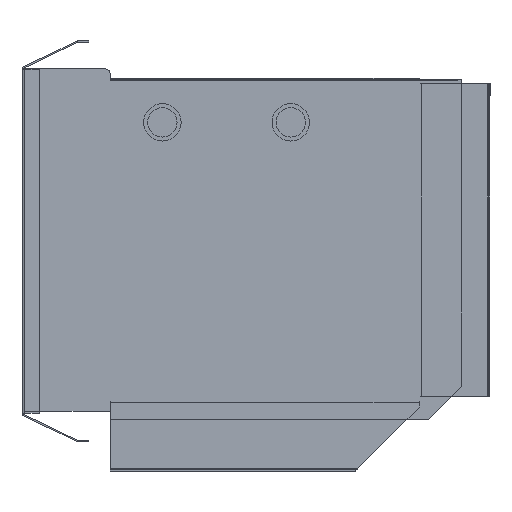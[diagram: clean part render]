
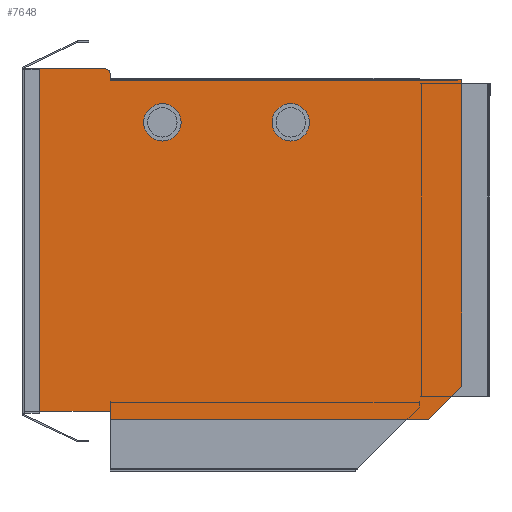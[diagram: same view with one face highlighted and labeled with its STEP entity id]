
A CAD part, left-side view. The second image highlights one B-rep face of the part: STEP entity #7648.
In plain terms, the highlighted planar face has unit normal (-1, 0, 0).
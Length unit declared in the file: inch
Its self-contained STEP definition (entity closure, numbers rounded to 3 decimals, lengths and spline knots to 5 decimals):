
#27 = CARTESIAN_POINT ( 'NONE',  ( -9.311, 14.4375, 15.0575 ) ) ;
#99 = CARTESIAN_POINT ( 'NONE',  ( -9.311, -2., 0.7275 ) ) ;
#129 = DIRECTION ( 'NONE',  ( 0., 0., -1. ) ) ;
#216 = DIRECTION ( 'NONE',  ( 0., 0., 1. ) ) ;
#296 = CARTESIAN_POINT ( 'NONE',  ( -9.311, 18.4375, 14.9975 ) ) ;
#301 = ORIENTED_EDGE ( 'NONE', *, *, #6333, .F. ) ;
#331 = EDGE_CURVE ( 'NONE', #2181, #3961, #2953, .T. ) ;
#531 = AXIS2_PLACEMENT_3D ( 'NONE', #6094, #7821, #11232 ) ;
#630 = CARTESIAN_POINT ( 'NONE',  ( -9.311, -0.44, -0.8325 ) ) ;
#633 = VERTEX_POINT ( 'NONE', #7533 ) ;
#790 = ORIENTED_EDGE ( 'NONE', *, *, #4460, .F. ) ;
#953 = CARTESIAN_POINT ( 'NONE',  ( -9.311, -0.44, -0.8325 ) ) ;
#1033 = ORIENTED_EDGE ( 'NONE', *, *, #331, .T. ) ;
#1037 = EDGE_CURVE ( 'NONE', #6165, #7788, #10150, .T. ) ;
#1078 = DIRECTION ( 'NONE',  ( 1., 0., 0. ) ) ;
#1128 = CARTESIAN_POINT ( 'NONE',  ( -9.311, 6., 13.9325 ) ) ;
#1179 = FACE_BOUND ( 'NONE', #2339, .T. ) ;
#1192 = EDGE_CURVE ( 'NONE', #8610, #7976, #5666, .T. ) ;
#1584 = FACE_BOUND ( 'NONE', #5596, .T. ) ;
#1769 = EDGE_CURVE ( 'NONE', #8766, #2012, #7536, .T. ) ;
#1855 = AXIS2_PLACEMENT_3D ( 'NONE', #2499, #3451, #5943 ) ;
#1870 = CARTESIAN_POINT ( 'NONE',  ( -9.311, -2., -0.8325 ) ) ;
#1921 = LINE ( 'NONE', #953, #5873 ) ;
#2012 = VERTEX_POINT ( 'NONE', #4596 ) ;
#2076 = AXIS2_PLACEMENT_3D ( 'NONE', #10009, #7252, #10772 ) ;
#2181 = VERTEX_POINT ( 'NONE', #8635 ) ;
#2309 = VERTEX_POINT ( 'NONE', #7885 ) ;
#2339 = EDGE_LOOP ( 'NONE', ( #5725, #1033 ) ) ;
#2405 = CARTESIAN_POINT ( 'NONE',  ( -9.311, -2., 14.9975 ) ) ;
#2487 = ORIENTED_EDGE ( 'NONE', *, *, #1037, .F. ) ;
#2499 = CARTESIAN_POINT ( 'NONE',  ( -9.311, 6., 13.0575 ) ) ;
#2516 = CARTESIAN_POINT ( 'NONE',  ( -9.311, 12., 13.0575 ) ) ;
#2655 = VECTOR ( 'NONE', #4430, 39.37008 ) ;
#2659 = CIRCLE ( 'NONE', #4936, 0.25 ) ;
#2666 = VECTOR ( 'NONE', #8567, 39.37008 ) ;
#2670 = LINE ( 'NONE', #296, #4429 ) ;
#2691 = VERTEX_POINT ( 'NONE', #630 ) ;
#2708 = EDGE_CURVE ( 'NONE', #8610, #6012, #11199, .T. ) ;
#2899 = CIRCLE ( 'NONE', #531, 0.875 ) ;
#2953 = CIRCLE ( 'NONE', #2076, 0.875 ) ;
#3024 = ORIENTED_EDGE ( 'NONE', *, *, #7781, .F. ) ;
#3065 = CARTESIAN_POINT ( 'NONE',  ( -9.311, 14.4375, -0.4575 ) ) ;
#3068 = DIRECTION ( 'NONE',  ( 0., -1., 0. ) ) ;
#3206 = DIRECTION ( 'NONE',  ( 0., -1., 0. ) ) ;
#3209 = VECTOR ( 'NONE', #9293, 39.37008 ) ;
#3252 = ORIENTED_EDGE ( 'NONE', *, *, #1769, .T. ) ;
#3287 = DIRECTION ( 'NONE',  ( 1., 0., 0. ) ) ;
#3298 = CIRCLE ( 'NONE', #9837, 0.875 ) ;
#3410 = AXIS2_PLACEMENT_3D ( 'NONE', #1870, #4424, #216 ) ;
#3451 = DIRECTION ( 'NONE',  ( 1., 0., 0. ) ) ;
#3682 = ORIENTED_EDGE ( 'NONE', *, *, #8094, .F. ) ;
#3823 = EDGE_CURVE ( 'NONE', #2309, #633, #2899, .T. ) ;
#3882 = CARTESIAN_POINT ( 'NONE',  ( -9.311, -2., -0.8325 ) ) ;
#3961 = VERTEX_POINT ( 'NONE', #1128 ) ;
#4224 = CARTESIAN_POINT ( 'NONE',  ( -9.311, 14.4375, 15.3075 ) ) ;
#4329 = EDGE_CURVE ( 'NONE', #633, #2309, #3298, .T. ) ;
#4424 = DIRECTION ( 'NONE',  ( -1., 0., 0. ) ) ;
#4429 = VECTOR ( 'NONE', #8183, 39.37008 ) ;
#4430 = DIRECTION ( 'NONE',  ( 0., 0., -1. ) ) ;
#4460 = EDGE_CURVE ( 'NONE', #8601, #2691, #1921, .T. ) ;
#4596 = CARTESIAN_POINT ( 'NONE',  ( -9.311, 14.4375, -0.8325 ) ) ;
#4614 = VECTOR ( 'NONE', #5705, 39.37008 ) ;
#4796 = CARTESIAN_POINT ( 'NONE',  ( -9.311, 18.4375, -0.4575 ) ) ;
#4936 = AXIS2_PLACEMENT_3D ( 'NONE', #6008, #1078, #129 ) ;
#4966 = CARTESIAN_POINT ( 'NONE',  ( -9.311, 14.4375, 15.5575 ) ) ;
#5198 = CARTESIAN_POINT ( 'NONE',  ( -9.311, 14.4375, -0.8325 ) ) ;
#5422 = LINE ( 'NONE', #3882, #4614 ) ;
#5596 = EDGE_LOOP ( 'NONE', ( #7469, #11040 ) ) ;
#5666 = LINE ( 'NONE', #11082, #2666 ) ;
#5705 = DIRECTION ( 'NONE',  ( 0., 1., 0. ) ) ;
#5725 = ORIENTED_EDGE ( 'NONE', *, *, #7517, .T. ) ;
#5873 = VECTOR ( 'NONE', #9504, 39.37008 ) ;
#5943 = DIRECTION ( 'NONE',  ( 0., 0., 1. ) ) ;
#6008 = CARTESIAN_POINT ( 'NONE',  ( -9.311, 14.6875, 15.3075 ) ) ;
#6012 = VERTEX_POINT ( 'NONE', #6080 ) ;
#6080 = CARTESIAN_POINT ( 'NONE',  ( -9.311, -2., 15.0575 ) ) ;
#6094 = CARTESIAN_POINT ( 'NONE',  ( -9.311, 12., 13.0575 ) ) ;
#6165 = VERTEX_POINT ( 'NONE', #8120 ) ;
#6333 = EDGE_CURVE ( 'NONE', #2691, #2012, #5422, .T. ) ;
#6357 = ORIENTED_EDGE ( 'NONE', *, *, #2708, .F. ) ;
#6563 = VECTOR ( 'NONE', #3206, 39.37008 ) ;
#6853 = EDGE_CURVE ( 'NONE', #9632, #8766, #7433, .T. ) ;
#7252 = DIRECTION ( 'NONE',  ( 1., 0., 0. ) ) ;
#7433 = LINE ( 'NONE', #3065, #9084 ) ;
#7453 = ORIENTED_EDGE ( 'NONE', *, *, #1192, .T. ) ;
#7469 = ORIENTED_EDGE ( 'NONE', *, *, #4329, .T. ) ;
#7517 = EDGE_CURVE ( 'NONE', #3961, #2181, #9738, .T. ) ;
#7533 = CARTESIAN_POINT ( 'NONE',  ( -9.311, 12., 13.9325 ) ) ;
#7536 = LINE ( 'NONE', #5198, #2655 ) ;
#7648 = ADVANCED_FACE ( 'NONE', ( #8373, #1179, #1584 ), #10539, .T. ) ;
#7666 = DIRECTION ( 'NONE',  ( 0., 0., 1. ) ) ;
#7781 = EDGE_CURVE ( 'NONE', #9632, #6165, #2670, .T. ) ;
#7788 = VERTEX_POINT ( 'NONE', #9024 ) ;
#7808 = VECTOR ( 'NONE', #3068, 39.37008 ) ;
#7821 = DIRECTION ( 'NONE',  ( 1., 0., 0. ) ) ;
#7885 = CARTESIAN_POINT ( 'NONE',  ( -9.311, 12., 12.1825 ) ) ;
#7931 = EDGE_CURVE ( 'NONE', #8601, #6012, #9860, .T. ) ;
#7976 = VERTEX_POINT ( 'NONE', #4224 ) ;
#8037 = ORIENTED_EDGE ( 'NONE', *, *, #6853, .T. ) ;
#8094 = EDGE_CURVE ( 'NONE', #7788, #7976, #2659, .T. ) ;
#8120 = CARTESIAN_POINT ( 'NONE',  ( -9.311, 18.4375, 15.5575 ) ) ;
#8140 = CARTESIAN_POINT ( 'NONE',  ( -9.311, 14.4375, -0.4575 ) ) ;
#8183 = DIRECTION ( 'NONE',  ( 0., 0., 1. ) ) ;
#8371 = DIRECTION ( 'NONE',  ( 0., -1., 0. ) ) ;
#8373 = FACE_OUTER_BOUND ( 'NONE', #10574, .T. ) ;
#8399 = CARTESIAN_POINT ( 'NONE',  ( -9.311, -2., 15.0575 ) ) ;
#8567 = DIRECTION ( 'NONE',  ( 0., 0., 1. ) ) ;
#8601 = VERTEX_POINT ( 'NONE', #99 ) ;
#8610 = VERTEX_POINT ( 'NONE', #27 ) ;
#8635 = CARTESIAN_POINT ( 'NONE',  ( -9.311, 6., 12.1825 ) ) ;
#8766 = VERTEX_POINT ( 'NONE', #8140 ) ;
#9024 = CARTESIAN_POINT ( 'NONE',  ( -9.311, 14.6875, 15.5575 ) ) ;
#9084 = VECTOR ( 'NONE', #8371, 39.37008 ) ;
#9293 = DIRECTION ( 'NONE',  ( 0., 0., 1. ) ) ;
#9504 = DIRECTION ( 'NONE',  ( 0., 0.707, -0.707 ) ) ;
#9632 = VERTEX_POINT ( 'NONE', #4796 ) ;
#9738 = CIRCLE ( 'NONE', #1855, 0.875 ) ;
#9837 = AXIS2_PLACEMENT_3D ( 'NONE', #2516, #3287, #7666 ) ;
#9860 = LINE ( 'NONE', #2405, #3209 ) ;
#10009 = CARTESIAN_POINT ( 'NONE',  ( -9.311, 6., 13.0575 ) ) ;
#10150 = LINE ( 'NONE', #4966, #7808 ) ;
#10539 = PLANE ( 'NONE',  #3410 ) ;
#10574 = EDGE_LOOP ( 'NONE', ( #8037, #3252, #301, #790, #10606, #6357, #7453, #3682, #2487, #3024 ) ) ;
#10606 = ORIENTED_EDGE ( 'NONE', *, *, #7931, .T. ) ;
#10772 = DIRECTION ( 'NONE',  ( 0., 0., 1. ) ) ;
#11040 = ORIENTED_EDGE ( 'NONE', *, *, #3823, .T. ) ;
#11082 = CARTESIAN_POINT ( 'NONE',  ( -9.311, 14.4375, 15.5575 ) ) ;
#11199 = LINE ( 'NONE', #8399, #6563 ) ;
#11232 = DIRECTION ( 'NONE',  ( 0., 0., 1. ) ) ;
